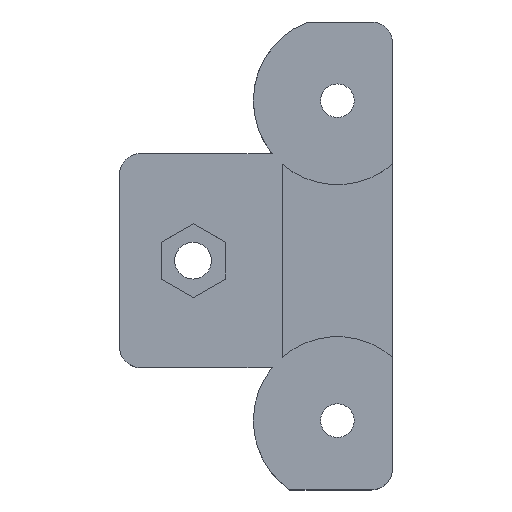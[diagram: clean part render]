
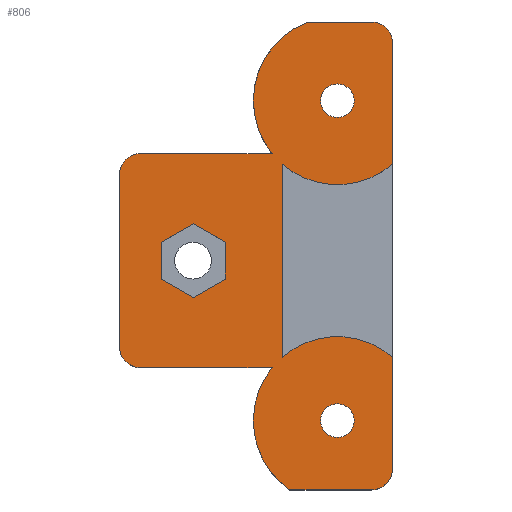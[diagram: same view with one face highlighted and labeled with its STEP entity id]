
A CAD part, top view. The second image highlights one B-rep face of the part: STEP entity #806.
In plain terms, the highlighted planar face has unit normal (0, 0, 1).
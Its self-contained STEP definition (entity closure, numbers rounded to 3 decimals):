
#15=FACE_BOUND('',#104,.T.);
#16=FACE_BOUND('',#105,.T.);
#17=FACE_BOUND('',#106,.T.);
#25=PLANE('',#854);
#59=FACE_OUTER_BOUND('',#103,.T.);
#103=EDGE_LOOP('',(#567,#568,#569,#570,#571,#572,#573,#574,#575,#576,#577,
#578,#579,#580,#581,#582));
#104=EDGE_LOOP('',(#583));
#105=EDGE_LOOP('',(#584,#585,#586,#587,#588,#589));
#106=EDGE_LOOP('',(#590));
#156=LINE('',#1161,#249);
#159=LINE('',#1167,#252);
#160=LINE('',#1171,#253);
#161=LINE('',#1175,#254);
#162=LINE('',#1179,#255);
#163=LINE('',#1183,#256);
#164=LINE('',#1187,#257);
#165=LINE('',#1191,#258);
#166=LINE('',#1197,#259);
#167=LINE('',#1199,#260);
#168=LINE('',#1201,#261);
#169=LINE('',#1203,#262);
#170=LINE('',#1205,#263);
#171=LINE('',#1206,#264);
#249=VECTOR('',#930,10.);
#252=VECTOR('',#935,10.);
#253=VECTOR('',#938,10.);
#254=VECTOR('',#941,10.);
#255=VECTOR('',#944,10.);
#256=VECTOR('',#947,10.);
#257=VECTOR('',#950,10.);
#258=VECTOR('',#953,10.);
#259=VECTOR('',#958,10.);
#260=VECTOR('',#959,10.);
#261=VECTOR('',#960,10.);
#262=VECTOR('',#961,10.);
#263=VECTOR('',#962,10.);
#264=VECTOR('',#963,10.);
#341=CIRCLE('',#852,2.);
#342=CIRCLE('',#855,2.);
#343=CIRCLE('',#856,8.);
#344=CIRCLE('',#857,2.);
#345=CIRCLE('',#858,8.);
#346=CIRCLE('',#859,8.);
#347=CIRCLE('',#860,2.);
#348=CIRCLE('',#861,8.);
#349=CIRCLE('',#862,1.6);
#350=CIRCLE('',#863,1.6);
#366=VERTEX_POINT('',#1154);
#367=VERTEX_POINT('',#1156);
#368=VERTEX_POINT('',#1160);
#370=VERTEX_POINT('',#1166);
#371=VERTEX_POINT('',#1168);
#372=VERTEX_POINT('',#1170);
#373=VERTEX_POINT('',#1172);
#374=VERTEX_POINT('',#1174);
#375=VERTEX_POINT('',#1176);
#376=VERTEX_POINT('',#1178);
#377=VERTEX_POINT('',#1180);
#378=VERTEX_POINT('',#1182);
#379=VERTEX_POINT('',#1184);
#380=VERTEX_POINT('',#1186);
#381=VERTEX_POINT('',#1188);
#382=VERTEX_POINT('',#1190);
#383=VERTEX_POINT('',#1193);
#384=VERTEX_POINT('',#1195);
#385=VERTEX_POINT('',#1196);
#386=VERTEX_POINT('',#1198);
#387=VERTEX_POINT('',#1200);
#388=VERTEX_POINT('',#1202);
#389=VERTEX_POINT('',#1204);
#390=VERTEX_POINT('',#1207);
#444=EDGE_CURVE('',#366,#367,#341,.T.);
#446=EDGE_CURVE('',#367,#368,#156,.T.);
#449=EDGE_CURVE('',#370,#366,#159,.T.);
#450=EDGE_CURVE('',#371,#370,#342,.T.);
#451=EDGE_CURVE('',#372,#371,#160,.T.);
#452=EDGE_CURVE('',#372,#373,#343,.T.);
#453=EDGE_CURVE('',#373,#374,#161,.T.);
#454=EDGE_CURVE('',#375,#374,#344,.T.);
#455=EDGE_CURVE('',#375,#376,#162,.T.);
#456=EDGE_CURVE('',#376,#377,#345,.T.);
#457=EDGE_CURVE('',#377,#378,#163,.T.);
#458=EDGE_CURVE('',#378,#379,#346,.T.);
#459=EDGE_CURVE('',#379,#380,#164,.T.);
#460=EDGE_CURVE('',#381,#380,#347,.T.);
#461=EDGE_CURVE('',#381,#382,#165,.T.);
#462=EDGE_CURVE('',#382,#368,#348,.T.);
#463=EDGE_CURVE('',#383,#383,#349,.T.);
#464=EDGE_CURVE('',#384,#385,#166,.T.);
#465=EDGE_CURVE('',#385,#386,#167,.T.);
#466=EDGE_CURVE('',#386,#387,#168,.T.);
#467=EDGE_CURVE('',#387,#388,#169,.T.);
#468=EDGE_CURVE('',#388,#389,#170,.T.);
#469=EDGE_CURVE('',#389,#384,#171,.T.);
#470=EDGE_CURVE('',#390,#390,#350,.T.);
#567=ORIENTED_EDGE('',*,*,#444,.F.);
#568=ORIENTED_EDGE('',*,*,#449,.F.);
#569=ORIENTED_EDGE('',*,*,#450,.F.);
#570=ORIENTED_EDGE('',*,*,#451,.F.);
#571=ORIENTED_EDGE('',*,*,#452,.T.);
#572=ORIENTED_EDGE('',*,*,#453,.T.);
#573=ORIENTED_EDGE('',*,*,#454,.F.);
#574=ORIENTED_EDGE('',*,*,#455,.T.);
#575=ORIENTED_EDGE('',*,*,#456,.T.);
#576=ORIENTED_EDGE('',*,*,#457,.T.);
#577=ORIENTED_EDGE('',*,*,#458,.T.);
#578=ORIENTED_EDGE('',*,*,#459,.T.);
#579=ORIENTED_EDGE('',*,*,#460,.F.);
#580=ORIENTED_EDGE('',*,*,#461,.T.);
#581=ORIENTED_EDGE('',*,*,#462,.T.);
#582=ORIENTED_EDGE('',*,*,#446,.F.);
#583=ORIENTED_EDGE('',*,*,#463,.T.);
#584=ORIENTED_EDGE('',*,*,#464,.T.);
#585=ORIENTED_EDGE('',*,*,#465,.T.);
#586=ORIENTED_EDGE('',*,*,#466,.T.);
#587=ORIENTED_EDGE('',*,*,#467,.T.);
#588=ORIENTED_EDGE('',*,*,#468,.T.);
#589=ORIENTED_EDGE('',*,*,#469,.T.);
#590=ORIENTED_EDGE('',*,*,#470,.T.);
#806=ADVANCED_FACE('',(#59,#15,#16,#17),#25,.T.);
#852=AXIS2_PLACEMENT_3D('',#1157,#925,#926);
#854=AXIS2_PLACEMENT_3D('',#1165,#933,#934);
#855=AXIS2_PLACEMENT_3D('',#1169,#936,#937);
#856=AXIS2_PLACEMENT_3D('',#1173,#939,#940);
#857=AXIS2_PLACEMENT_3D('',#1177,#942,#943);
#858=AXIS2_PLACEMENT_3D('',#1181,#945,#946);
#859=AXIS2_PLACEMENT_3D('',#1185,#948,#949);
#860=AXIS2_PLACEMENT_3D('',#1189,#951,#952);
#861=AXIS2_PLACEMENT_3D('',#1192,#954,#955);
#862=AXIS2_PLACEMENT_3D('',#1194,#956,#957);
#863=AXIS2_PLACEMENT_3D('',#1208,#964,#965);
#925=DIRECTION('center_axis',(0.,0.,-1.));
#926=DIRECTION('ref_axis',(-0.707,0.707,0.));
#930=DIRECTION('',(1.,0.,0.));
#933=DIRECTION('center_axis',(0.,0.,1.));
#934=DIRECTION('ref_axis',(1.,0.,0.));
#935=DIRECTION('',(0.,1.,0.));
#936=DIRECTION('center_axis',(0.,0.,-1.));
#937=DIRECTION('ref_axis',(-0.707,-0.707,0.));
#938=DIRECTION('',(-1.,0.,0.));
#939=DIRECTION('center_axis',(0.,0.,1.));
#940=DIRECTION('ref_axis',(1.,0.,0.));
#941=DIRECTION('',(1.,0.,0.));
#942=DIRECTION('center_axis',(0.,0.,-1.));
#943=DIRECTION('ref_axis',(0.707,-0.707,0.));
#944=DIRECTION('',(0.,1.,0.));
#945=DIRECTION('center_axis',(0.,0.,1.));
#946=DIRECTION('ref_axis',(1.,0.,0.));
#947=DIRECTION('',(0.,1.,0.));
#948=DIRECTION('center_axis',(0.,0.,1.));
#949=DIRECTION('ref_axis',(1.,0.,0.));
#950=DIRECTION('',(0.,1.,0.));
#951=DIRECTION('center_axis',(0.,0.,-1.));
#952=DIRECTION('ref_axis',(0.707,0.707,0.));
#953=DIRECTION('',(-1.,0.,0.));
#954=DIRECTION('center_axis',(0.,0.,1.));
#955=DIRECTION('ref_axis',(1.,0.,0.));
#956=DIRECTION('center_axis',(0.,0.,-1.));
#957=DIRECTION('ref_axis',(1.,0.,0.));
#958=DIRECTION('',(0.,-1.,0.));
#959=DIRECTION('',(-0.866,-0.5,0.));
#960=DIRECTION('',(-0.866,0.5,0.));
#961=DIRECTION('',(0.,1.,0.));
#962=DIRECTION('',(0.866,0.5,0.));
#963=DIRECTION('',(0.866,-0.5,0.));
#964=DIRECTION('center_axis',(0.,0.,-1.));
#965=DIRECTION('ref_axis',(1.,0.,0.));
#1154=CARTESIAN_POINT('',(-57.794,-17.779,-2.21));
#1156=CARTESIAN_POINT('',(-55.794,-15.779,-2.21));
#1157=CARTESIAN_POINT('Origin',(-55.794,-17.779,-2.21));
#1160=CARTESIAN_POINT('',(-43.259,-15.779,-2.21));
#1161=CARTESIAN_POINT('',(-83.223,-15.779,-2.21));
#1165=CARTESIAN_POINT('Origin',(-124.152,-40.522,-2.21));
#1166=CARTESIAN_POINT('',(-57.794,-34.186,-2.21));
#1167=CARTESIAN_POINT('',(-57.794,-16.779,-2.21));
#1168=CARTESIAN_POINT('',(-55.794,-36.186,-2.21));
#1169=CARTESIAN_POINT('Origin',(-55.794,-34.186,-2.21));
#1170=CARTESIAN_POINT('',(-43.259,-36.186,-2.21));
#1171=CARTESIAN_POINT('',(-90.973,-36.186,-2.21));
#1172=CARTESIAN_POINT('',(-41.565,-47.822,-2.21));
#1173=CARTESIAN_POINT('Origin',(-37.044,-41.222,-2.21));
#1174=CARTESIAN_POINT('',(-33.794,-47.822,-2.21));
#1175=CARTESIAN_POINT('',(-130.777,-47.822,-2.21));
#1176=CARTESIAN_POINT('',(-31.794,-45.822,-2.21));
#1177=CARTESIAN_POINT('Origin',(-33.794,-45.822,-2.21));
#1178=CARTESIAN_POINT('',(-31.794,-35.186,-2.21));
#1179=CARTESIAN_POINT('',(-31.794,-47.822,-2.21));
#1180=CARTESIAN_POINT('',(-42.294,-35.186,-2.21));
#1181=CARTESIAN_POINT('Origin',(-37.044,-41.222,-2.21));
#1182=CARTESIAN_POINT('',(-42.294,-16.779,-2.21));
#1183=CARTESIAN_POINT('',(-42.294,-35.186,-2.21));
#1184=CARTESIAN_POINT('',(-31.794,-16.779,-2.21));
#1185=CARTESIAN_POINT('Origin',(-37.044,-10.742,-2.21));
#1186=CARTESIAN_POINT('',(-31.794,-5.242,-2.21));
#1187=CARTESIAN_POINT('',(-31.794,-47.822,-2.21));
#1188=CARTESIAN_POINT('',(-33.794,-3.242,-2.21));
#1189=CARTESIAN_POINT('Origin',(-33.794,-5.242,-2.21));
#1190=CARTESIAN_POINT('',(-39.828,-3.242,-2.21));
#1191=CARTESIAN_POINT('',(-31.794,-3.242,-2.21));
#1192=CARTESIAN_POINT('Origin',(-37.044,-10.742,-2.21));
#1193=CARTESIAN_POINT('',(-35.444,-10.742,-2.21));
#1194=CARTESIAN_POINT('Origin',(-37.044,-10.742,-2.21));
#1195=CARTESIAN_POINT('',(-47.744,-24.221,-2.21));
#1196=CARTESIAN_POINT('',(-47.744,-27.743,-2.21));
#1197=CARTESIAN_POINT('',(-47.744,-32.401,-2.21));
#1198=CARTESIAN_POINT('',(-50.794,-29.504,-2.21));
#1199=CARTESIAN_POINT('',(-79.189,-45.898,-2.21));
#1200=CARTESIAN_POINT('',(-53.844,-27.743,-2.21));
#1201=CARTESIAN_POINT('',(-75.943,-14.984,-2.21));
#1202=CARTESIAN_POINT('',(-53.844,-24.221,-2.21));
#1203=CARTESIAN_POINT('',(-53.844,-34.104,-2.21));
#1204=CARTESIAN_POINT('',(-50.794,-22.46,-2.21));
#1205=CARTESIAN_POINT('',(-83.714,-41.467,-2.21));
#1206=CARTESIAN_POINT('',(-74.368,-8.85,-2.21));
#1207=CARTESIAN_POINT('',(-35.444,-41.222,-2.21));
#1208=CARTESIAN_POINT('Origin',(-37.044,-41.222,-2.21));
